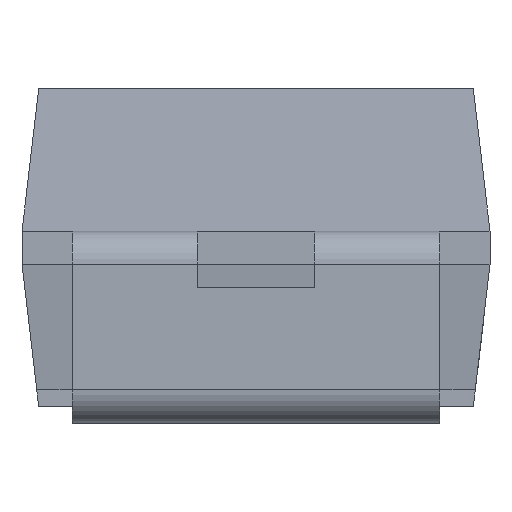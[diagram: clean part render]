
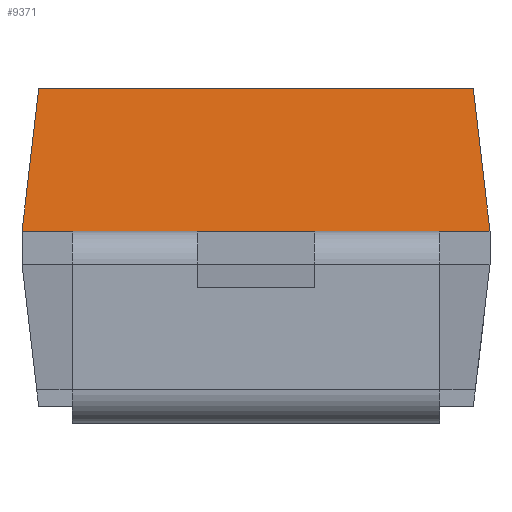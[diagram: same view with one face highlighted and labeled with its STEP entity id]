
A CAD part, left-side view. The second image highlights one B-rep face of the part: STEP entity #9371.
In plain terms, the highlighted planar face has unit normal (-0.993, 0, 0.117).
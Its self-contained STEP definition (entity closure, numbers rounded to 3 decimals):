
#515 = EDGE_CURVE ( 'NONE', #9698, #9950, #11526, .T. ) ;
#701 = CARTESIAN_POINT ( 'NONE',  ( -1.529, 1.279, 1.127 ) ) ;
#2042 = CARTESIAN_POINT ( 'NONE',  ( -1.65, 1.4, 0.1 ) ) ;
#2244 = VERTEX_POINT ( 'NONE', #20706 ) ;
#2788 = VECTOR ( 'NONE', #14870, 1000. ) ;
#3011 = LINE ( 'NONE', #11027, #3645 ) ;
#3464 = VECTOR ( 'NONE', #10486, 1000. ) ;
#3544 = CARTESIAN_POINT ( 'NONE',  ( -1.65, -1.1, 0.1 ) ) ;
#3645 = VECTOR ( 'NONE', #20936, 1000. ) ;
#3793 = FACE_OUTER_BOUND ( 'NONE', #7333, .T. ) ;
#3890 = PLANE ( 'NONE',  #18722 ) ;
#4184 = DIRECTION ( 'NONE',  ( -0.116, 0.116, -0.986 ) ) ;
#4975 = VERTEX_POINT ( 'NONE', #9290 ) ;
#5428 = LINE ( 'NONE', #10987, #14509 ) ;
#5767 = CARTESIAN_POINT ( 'NONE',  ( -1.65, -1.1, 0.1 ) ) ;
#6048 = EDGE_CURVE ( 'NONE', #9950, #17066, #8632, .T. ) ;
#6165 = VERTEX_POINT ( 'NONE', #6306 ) ;
#6306 = CARTESIAN_POINT ( 'NONE',  ( -1.65, 1.4, 0.1 ) ) ;
#6382 = EDGE_CURVE ( 'NONE', #17066, #13637, #8711, .T. ) ;
#6915 = EDGE_CURVE ( 'NONE', #4975, #9698, #16754, .T. ) ;
#7333 = EDGE_LOOP ( 'NONE', ( #15701, #10865, #12995, #16784, #8254, #14841, #8854, #15826 ) ) ;
#7873 = EDGE_CURVE ( 'NONE', #2244, #6165, #21692, .T. ) ;
#8254 = ORIENTED_EDGE ( 'NONE', *, *, #6048, .F. ) ;
#8632 = LINE ( 'NONE', #5767, #3464 ) ;
#8711 = LINE ( 'NONE', #3544, #10137 ) ;
#8854 = ORIENTED_EDGE ( 'NONE', *, *, #6915, .F. ) ;
#9290 = CARTESIAN_POINT ( 'NONE',  ( -1.55, -1.3, 0.95 ) ) ;
#9371 = ADVANCED_FACE ( 'NONE', ( #3793 ), #3890, .T. ) ;
#9698 = VERTEX_POINT ( 'NONE', #20336 ) ;
#9950 = VERTEX_POINT ( 'NONE', #13281 ) ;
#10088 = VECTOR ( 'NONE', #10117, 1000. ) ;
#10117 = DIRECTION ( 'NONE',  ( 0., 1., 0. ) ) ;
#10137 = VECTOR ( 'NONE', #17283, 1000. ) ;
#10486 = DIRECTION ( 'NONE',  ( 0., 1., 0. ) ) ;
#10527 = EDGE_CURVE ( 'NONE', #13637, #2244, #3011, .T. ) ;
#10788 = DIRECTION ( 'NONE',  ( 0., -1., 0. ) ) ;
#10865 = ORIENTED_EDGE ( 'NONE', *, *, #7873, .F. ) ;
#10987 = CARTESIAN_POINT ( 'NONE',  ( -1.55, -1.4, 0.95 ) ) ;
#11027 = CARTESIAN_POINT ( 'NONE',  ( -1.65, -1.1, 0.1 ) ) ;
#11526 = LINE ( 'NONE', #21661, #10088 ) ;
#12305 = DIRECTION ( 'NONE',  ( 0., 1., 0. ) ) ;
#12995 = ORIENTED_EDGE ( 'NONE', *, *, #10527, .F. ) ;
#13281 = CARTESIAN_POINT ( 'NONE',  ( -1.65, -1.1, 0.1 ) ) ;
#13416 = CARTESIAN_POINT ( 'NONE',  ( -1.532, -1.282, 1.099 ) ) ;
#13434 = CARTESIAN_POINT ( 'NONE',  ( -1.55, 0., 0.95 ) ) ;
#13477 = VERTEX_POINT ( 'NONE', #15486 ) ;
#13637 = VERTEX_POINT ( 'NONE', #16381 ) ;
#14385 = LINE ( 'NONE', #701, #20510 ) ;
#14393 = EDGE_CURVE ( 'NONE', #13477, #6165, #14385, .T. ) ;
#14509 = VECTOR ( 'NONE', #10788, 1000. ) ;
#14841 = ORIENTED_EDGE ( 'NONE', *, *, #515, .F. ) ;
#14870 = DIRECTION ( 'NONE',  ( -0.116, -0.116, -0.986 ) ) ;
#15486 = CARTESIAN_POINT ( 'NONE',  ( -1.55, 1.3, 0.95 ) ) ;
#15701 = ORIENTED_EDGE ( 'NONE', *, *, #14393, .T. ) ;
#15826 = ORIENTED_EDGE ( 'NONE', *, *, #18465, .F. ) ;
#16381 = CARTESIAN_POINT ( 'NONE',  ( -1.65, 0.35, 0.1 ) ) ;
#16754 = LINE ( 'NONE', #13416, #2788 ) ;
#16784 = ORIENTED_EDGE ( 'NONE', *, *, #6382, .F. ) ;
#17066 = VERTEX_POINT ( 'NONE', #21360 ) ;
#17283 = DIRECTION ( 'NONE',  ( 0., 1., 0. ) ) ;
#17949 = VECTOR ( 'NONE', #18523, 1000. ) ;
#18465 = EDGE_CURVE ( 'NONE', #13477, #4975, #5428, .T. ) ;
#18523 = DIRECTION ( 'NONE',  ( 0., 1., 0. ) ) ;
#18722 = AXIS2_PLACEMENT_3D ( 'NONE', #13434, #19057, #12305 ) ;
#19057 = DIRECTION ( 'NONE',  ( -0.993, 0., 0.117 ) ) ;
#20336 = CARTESIAN_POINT ( 'NONE',  ( -1.65, -1.4, 0.1 ) ) ;
#20510 = VECTOR ( 'NONE', #4184, 1000. ) ;
#20706 = CARTESIAN_POINT ( 'NONE',  ( -1.65, 1.1, 0.1 ) ) ;
#20936 = DIRECTION ( 'NONE',  ( 0., 1., 0. ) ) ;
#21360 = CARTESIAN_POINT ( 'NONE',  ( -1.65, -0.35, 0.1 ) ) ;
#21661 = CARTESIAN_POINT ( 'NONE',  ( -1.65, 1.4, 0.1 ) ) ;
#21692 = LINE ( 'NONE', #2042, #17949 ) ;
